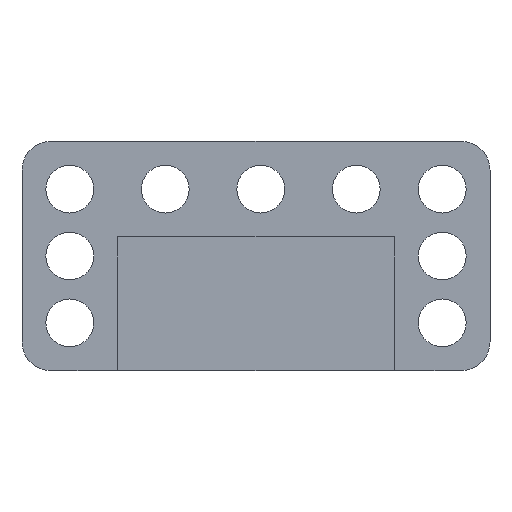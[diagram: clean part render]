
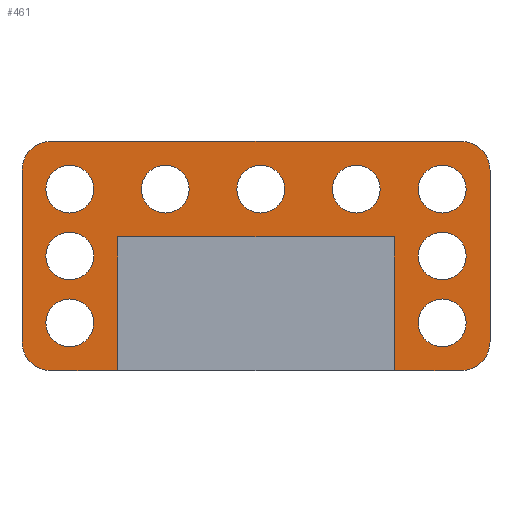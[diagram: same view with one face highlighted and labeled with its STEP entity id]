
A CAD part, front view. The second image highlights one B-rep face of the part: STEP entity #461.
In plain terms, the highlighted planar face has unit normal (0, -1, 0).
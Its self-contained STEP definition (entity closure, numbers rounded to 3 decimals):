
#15=FACE_BOUND('',#77,.T.);
#16=FACE_BOUND('',#78,.T.);
#17=FACE_BOUND('',#79,.T.);
#18=FACE_BOUND('',#80,.T.);
#19=FACE_BOUND('',#81,.T.);
#20=FACE_BOUND('',#82,.T.);
#21=FACE_BOUND('',#83,.T.);
#22=FACE_BOUND('',#84,.T.);
#23=FACE_BOUND('',#85,.T.);
#33=PLANE('',#518);
#53=FACE_OUTER_BOUND('',#76,.T.);
#76=EDGE_LOOP('',(#352,#353,#354,#355,#356,#357,#358,#359,#360,#361,#362,
#363));
#77=EDGE_LOOP('',(#364));
#78=EDGE_LOOP('',(#365));
#79=EDGE_LOOP('',(#366));
#80=EDGE_LOOP('',(#367));
#81=EDGE_LOOP('',(#368));
#82=EDGE_LOOP('',(#369));
#83=EDGE_LOOP('',(#370));
#84=EDGE_LOOP('',(#371));
#85=EDGE_LOOP('',(#372));
#118=LINE('',#740,#155);
#119=LINE('',#742,#156);
#120=LINE('',#744,#157);
#121=LINE('',#746,#158);
#122=LINE('',#748,#159);
#123=LINE('',#752,#160);
#124=LINE('',#756,#161);
#125=LINE('',#759,#162);
#155=VECTOR('',#612,10.);
#156=VECTOR('',#613,10.);
#157=VECTOR('',#614,10.);
#158=VECTOR('',#615,10.);
#159=VECTOR('',#616,10.);
#160=VECTOR('',#619,10.);
#161=VECTOR('',#622,10.);
#162=VECTOR('',#625,10.);
#181=CIRCLE('',#489,2.5);
#183=CIRCLE('',#492,2.5);
#185=CIRCLE('',#495,2.5);
#187=CIRCLE('',#498,2.5);
#189=CIRCLE('',#501,2.5);
#191=CIRCLE('',#504,2.5);
#193=CIRCLE('',#507,2.5);
#195=CIRCLE('',#510,2.5);
#197=CIRCLE('',#513,2.5);
#200=CIRCLE('',#517,3.);
#201=CIRCLE('',#519,3.);
#202=CIRCLE('',#520,3.);
#203=CIRCLE('',#521,3.);
#207=VERTEX_POINT('',#676);
#209=VERTEX_POINT('',#682);
#211=VERTEX_POINT('',#688);
#213=VERTEX_POINT('',#694);
#215=VERTEX_POINT('',#700);
#217=VERTEX_POINT('',#706);
#219=VERTEX_POINT('',#712);
#221=VERTEX_POINT('',#718);
#223=VERTEX_POINT('',#724);
#227=VERTEX_POINT('',#733);
#228=VERTEX_POINT('',#735);
#229=VERTEX_POINT('',#739);
#230=VERTEX_POINT('',#741);
#231=VERTEX_POINT('',#743);
#232=VERTEX_POINT('',#745);
#233=VERTEX_POINT('',#747);
#234=VERTEX_POINT('',#749);
#235=VERTEX_POINT('',#751);
#236=VERTEX_POINT('',#753);
#237=VERTEX_POINT('',#755);
#238=VERTEX_POINT('',#757);
#249=EDGE_CURVE('',#207,#207,#181,.T.);
#252=EDGE_CURVE('',#209,#209,#183,.T.);
#255=EDGE_CURVE('',#211,#211,#185,.T.);
#258=EDGE_CURVE('',#213,#213,#187,.T.);
#261=EDGE_CURVE('',#215,#215,#189,.T.);
#264=EDGE_CURVE('',#217,#217,#191,.T.);
#267=EDGE_CURVE('',#219,#219,#193,.T.);
#270=EDGE_CURVE('',#221,#221,#195,.T.);
#273=EDGE_CURVE('',#223,#223,#197,.T.);
#278=EDGE_CURVE('',#227,#228,#200,.T.);
#280=EDGE_CURVE('',#227,#229,#118,.T.);
#281=EDGE_CURVE('',#229,#230,#119,.T.);
#282=EDGE_CURVE('',#230,#231,#120,.T.);
#283=EDGE_CURVE('',#231,#232,#121,.T.);
#284=EDGE_CURVE('',#232,#233,#122,.T.);
#285=EDGE_CURVE('',#234,#233,#201,.T.);
#286=EDGE_CURVE('',#234,#235,#123,.T.);
#287=EDGE_CURVE('',#236,#235,#202,.T.);
#288=EDGE_CURVE('',#236,#237,#124,.T.);
#289=EDGE_CURVE('',#238,#237,#203,.T.);
#290=EDGE_CURVE('',#238,#228,#125,.T.);
#352=ORIENTED_EDGE('',*,*,#278,.F.);
#353=ORIENTED_EDGE('',*,*,#280,.T.);
#354=ORIENTED_EDGE('',*,*,#281,.T.);
#355=ORIENTED_EDGE('',*,*,#282,.T.);
#356=ORIENTED_EDGE('',*,*,#283,.T.);
#357=ORIENTED_EDGE('',*,*,#284,.T.);
#358=ORIENTED_EDGE('',*,*,#285,.F.);
#359=ORIENTED_EDGE('',*,*,#286,.T.);
#360=ORIENTED_EDGE('',*,*,#287,.F.);
#361=ORIENTED_EDGE('',*,*,#288,.T.);
#362=ORIENTED_EDGE('',*,*,#289,.F.);
#363=ORIENTED_EDGE('',*,*,#290,.T.);
#364=ORIENTED_EDGE('',*,*,#249,.T.);
#365=ORIENTED_EDGE('',*,*,#252,.T.);
#366=ORIENTED_EDGE('',*,*,#255,.T.);
#367=ORIENTED_EDGE('',*,*,#258,.T.);
#368=ORIENTED_EDGE('',*,*,#261,.T.);
#369=ORIENTED_EDGE('',*,*,#264,.T.);
#370=ORIENTED_EDGE('',*,*,#267,.T.);
#371=ORIENTED_EDGE('',*,*,#270,.T.);
#372=ORIENTED_EDGE('',*,*,#273,.T.);
#461=ADVANCED_FACE('',(#53,#15,#16,#17,#18,#19,#20,#21,#22,#23),#33,.F.);
#489=AXIS2_PLACEMENT_3D('',#677,#541,#542);
#492=AXIS2_PLACEMENT_3D('',#683,#548,#549);
#495=AXIS2_PLACEMENT_3D('',#689,#555,#556);
#498=AXIS2_PLACEMENT_3D('',#695,#562,#563);
#501=AXIS2_PLACEMENT_3D('',#701,#569,#570);
#504=AXIS2_PLACEMENT_3D('',#707,#576,#577);
#507=AXIS2_PLACEMENT_3D('',#713,#583,#584);
#510=AXIS2_PLACEMENT_3D('',#719,#590,#591);
#513=AXIS2_PLACEMENT_3D('',#725,#597,#598);
#517=AXIS2_PLACEMENT_3D('',#736,#607,#608);
#518=AXIS2_PLACEMENT_3D('',#738,#610,#611);
#519=AXIS2_PLACEMENT_3D('',#750,#617,#618);
#520=AXIS2_PLACEMENT_3D('',#754,#620,#621);
#521=AXIS2_PLACEMENT_3D('',#758,#623,#624);
#541=DIRECTION('center_axis',(0.,1.,0.));
#542=DIRECTION('ref_axis',(1.,0.,0.));
#548=DIRECTION('center_axis',(0.,1.,0.));
#549=DIRECTION('ref_axis',(1.,0.,0.));
#555=DIRECTION('center_axis',(0.,1.,0.));
#556=DIRECTION('ref_axis',(1.,0.,0.));
#562=DIRECTION('center_axis',(0.,1.,0.));
#563=DIRECTION('ref_axis',(1.,0.,0.));
#569=DIRECTION('center_axis',(0.,1.,0.));
#570=DIRECTION('ref_axis',(1.,0.,0.));
#576=DIRECTION('center_axis',(0.,1.,0.));
#577=DIRECTION('ref_axis',(1.,0.,0.));
#583=DIRECTION('center_axis',(0.,1.,0.));
#584=DIRECTION('ref_axis',(1.,0.,0.));
#590=DIRECTION('center_axis',(0.,1.,0.));
#591=DIRECTION('ref_axis',(1.,0.,0.));
#597=DIRECTION('center_axis',(0.,1.,0.));
#598=DIRECTION('ref_axis',(1.,0.,0.));
#607=DIRECTION('center_axis',(0.,1.,0.));
#608=DIRECTION('ref_axis',(-0.707,0.,-0.707));
#610=DIRECTION('center_axis',(0.,1.,0.));
#611=DIRECTION('ref_axis',(1.,0.,0.));
#612=DIRECTION('',(1.,0.,0.));
#613=DIRECTION('',(0.,0.,1.));
#614=DIRECTION('',(1.,0.,0.));
#615=DIRECTION('',(0.,0.,-1.));
#616=DIRECTION('',(1.,0.,0.));
#617=DIRECTION('center_axis',(0.,1.,0.));
#618=DIRECTION('ref_axis',(0.707,0.,-0.707));
#619=DIRECTION('',(0.,0.,1.));
#620=DIRECTION('center_axis',(0.,1.,0.));
#621=DIRECTION('ref_axis',(0.707,0.,0.707));
#622=DIRECTION('',(-1.,0.,0.));
#623=DIRECTION('center_axis',(0.,1.,0.));
#624=DIRECTION('ref_axis',(-0.707,0.,0.707));
#625=DIRECTION('',(0.,0.,-1.));
#676=CARTESIAN_POINT('',(32.5,0.,19.));
#677=CARTESIAN_POINT('Origin',(35.,0.,19.));
#682=CARTESIAN_POINT('',(12.5,0.,19.));
#683=CARTESIAN_POINT('Origin',(15.,0.,19.));
#688=CARTESIAN_POINT('',(22.5,0.,19.));
#689=CARTESIAN_POINT('Origin',(25.,0.,19.));
#694=CARTESIAN_POINT('',(2.5,0.,12.));
#695=CARTESIAN_POINT('Origin',(5.,0.,12.));
#700=CARTESIAN_POINT('',(41.5,0.,12.));
#701=CARTESIAN_POINT('Origin',(44.,0.,12.));
#706=CARTESIAN_POINT('',(41.5,0.,19.));
#707=CARTESIAN_POINT('Origin',(44.,0.,19.));
#712=CARTESIAN_POINT('',(2.5,0.,19.));
#713=CARTESIAN_POINT('Origin',(5.,0.,19.));
#718=CARTESIAN_POINT('',(41.5,0.,5.));
#719=CARTESIAN_POINT('Origin',(44.,0.,5.));
#724=CARTESIAN_POINT('',(2.5,0.,5.));
#725=CARTESIAN_POINT('Origin',(5.,0.,5.));
#733=CARTESIAN_POINT('',(3.,0.,0.));
#735=CARTESIAN_POINT('',(0.,0.,3.));
#736=CARTESIAN_POINT('Origin',(3.,0.,3.));
#738=CARTESIAN_POINT('Origin',(24.5,0.,12.));
#739=CARTESIAN_POINT('',(10.,0.,0.));
#740=CARTESIAN_POINT('',(0.,0.,0.));
#741=CARTESIAN_POINT('',(10.,0.,14.));
#742=CARTESIAN_POINT('',(10.,0.,13.));
#743=CARTESIAN_POINT('',(39.,0.,14.));
#744=CARTESIAN_POINT('',(31.75,0.,14.));
#745=CARTESIAN_POINT('',(39.,0.,0.));
#746=CARTESIAN_POINT('',(39.,0.,6.));
#747=CARTESIAN_POINT('',(46.,0.,0.));
#748=CARTESIAN_POINT('',(0.,0.,0.));
#749=CARTESIAN_POINT('',(49.,0.,3.));
#750=CARTESIAN_POINT('Origin',(46.,0.,3.));
#751=CARTESIAN_POINT('',(49.,0.,21.));
#752=CARTESIAN_POINT('',(49.,0.,0.));
#753=CARTESIAN_POINT('',(46.,0.,24.));
#754=CARTESIAN_POINT('Origin',(46.,0.,21.));
#755=CARTESIAN_POINT('',(3.,0.,24.));
#756=CARTESIAN_POINT('',(49.,0.,24.));
#757=CARTESIAN_POINT('',(0.,0.,21.));
#758=CARTESIAN_POINT('Origin',(3.,0.,21.));
#759=CARTESIAN_POINT('',(0.,0.,24.));
